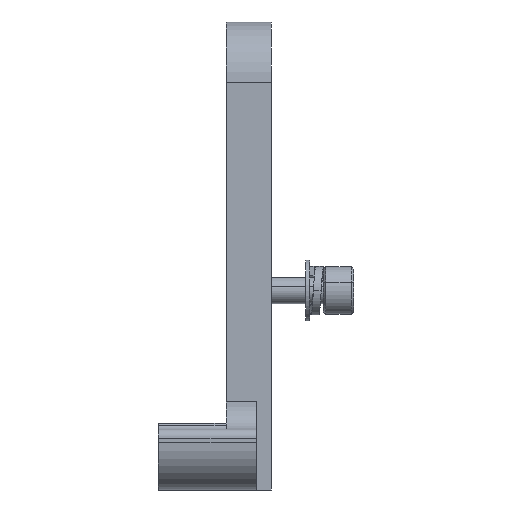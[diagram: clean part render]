
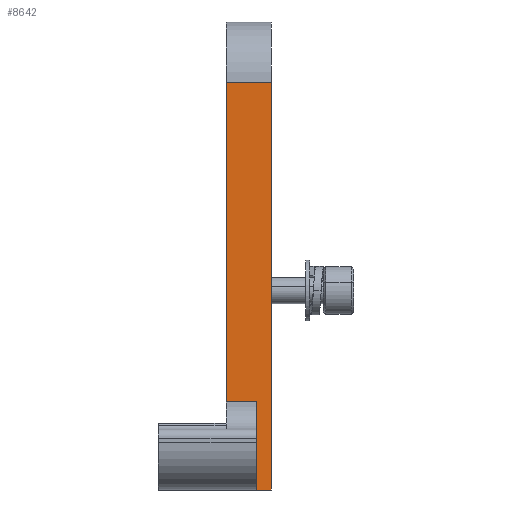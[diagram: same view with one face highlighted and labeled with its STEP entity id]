
A CAD part, front view. The second image highlights one B-rep face of the part: STEP entity #8642.
In plain terms, the highlighted face is planar.
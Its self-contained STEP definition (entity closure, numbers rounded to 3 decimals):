
#798 = PLANE('',#799);
#799 = AXIS2_PLACEMENT_3D('',#800,#801,#802);
#800 = CARTESIAN_POINT('',(22.5,25.3,-13.));
#801 = DIRECTION('',(0.,0.,1.));
#802 = DIRECTION('',(0.,1.,0.));
#1289 = PLANE('',#1290);
#1290 = AXIS2_PLACEMENT_3D('',#1291,#1292,#1293);
#1291 = CARTESIAN_POINT('',(22.5,25.3,-7.8));
#1292 = DIRECTION('',(0.,0.,1.));
#1293 = DIRECTION('',(0.,1.,0.));
#4331 = PLANE('',#4332);
#4332 = AXIS2_PLACEMENT_3D('',#4333,#4334,#4335);
#4333 = CARTESIAN_POINT('',(22.5,-28.7,0.));
#4334 = DIRECTION('',(0.,1.,0.));
#4335 = DIRECTION('',(-1.,0.,0.));
#7773 = VERTEX_POINT('',#7774);
#7774 = CARTESIAN_POINT('',(14.55,-28.7,-13.));
#7795 = EDGE_CURVE('',#7796,#7773,#7798,.T.);
#7796 = VERTEX_POINT('',#7797);
#7797 = CARTESIAN_POINT('',(14.55,-28.7,-11.3));
#7798 = SURFACE_CURVE('',#7799,(#7803,#7810),.PCURVE_S1.);
#7799 = LINE('',#7800,#7801);
#7800 = CARTESIAN_POINT('',(14.55,-28.7,-11.3));
#7801 = VECTOR('',#7802,1.);
#7802 = DIRECTION('',(0.,0.,-1.));
#7803 = PCURVE('',#4331,#7804);
#7804 = DEFINITIONAL_REPRESENTATION('',(#7805),#7809);
#7805 = LINE('',#7806,#7807);
#7806 = CARTESIAN_POINT('',(7.95,-11.3));
#7807 = VECTOR('',#7808,1.);
#7808 = DIRECTION('',(0.,-1.));
#7809 = ( GEOMETRIC_REPRESENTATION_CONTEXT(2) 
PARAMETRIC_REPRESENTATION_CONTEXT() REPRESENTATION_CONTEXT('2D SPACE',''
  ) );
#7810 = PCURVE('',#7811,#7816);
#7811 = PLANE('',#7812);
#7812 = AXIS2_PLACEMENT_3D('',#7813,#7814,#7815);
#7813 = CARTESIAN_POINT('',(14.55,-21.7,-13.));
#7814 = DIRECTION('',(-1.,0.,0.));
#7815 = DIRECTION('',(0.,-1.,0.));
#7816 = DEFINITIONAL_REPRESENTATION('',(#7817),#7821);
#7817 = LINE('',#7818,#7819);
#7818 = CARTESIAN_POINT('',(7.,1.7));
#7819 = VECTOR('',#7820,1.);
#7820 = DIRECTION('',(0.,-1.));
#7821 = ( GEOMETRIC_REPRESENTATION_CONTEXT(2) 
PARAMETRIC_REPRESENTATION_CONTEXT() REPRESENTATION_CONTEXT('2D SPACE',''
  ) );
#7839 = PLANE('',#7840);
#7840 = AXIS2_PLACEMENT_3D('',#7841,#7842,#7843);
#7841 = CARTESIAN_POINT('',(22.5,-18.7,-11.3));
#7842 = DIRECTION('',(0.,0.,1.));
#7843 = DIRECTION('',(0.,1.,0.));
#8104 = CYLINDRICAL_SURFACE('',#8105,3.175);
#8105 = AXIS2_PLACEMENT_3D('',#8106,#8107,#8108);
#8106 = CARTESIAN_POINT('',(17.725,-18.525,-7.8));
#8107 = DIRECTION('',(0.,0.,-1.));
#8108 = DIRECTION('',(0.,-1.,0.));
#8342 = VERTEX_POINT('',#8343);
#8343 = CARTESIAN_POINT('',(14.55,18.3,-13.));
#8362 = CYLINDRICAL_SURFACE('',#8363,7.);
#8363 = AXIS2_PLACEMENT_3D('',#8364,#8365,#8366);
#8364 = CARTESIAN_POINT('',(7.55,18.3,-13.));
#8365 = DIRECTION('',(0.,0.,1.));
#8366 = DIRECTION('',(0.,1.,0.));
#8374 = EDGE_CURVE('',#8342,#7773,#8375,.T.);
#8375 = SURFACE_CURVE('',#8376,(#8380,#8387),.PCURVE_S1.);
#8376 = LINE('',#8377,#8378);
#8377 = CARTESIAN_POINT('',(14.55,-21.7,-13.));
#8378 = VECTOR('',#8379,1.);
#8379 = DIRECTION('',(0.,-1.,0.));
#8380 = PCURVE('',#798,#8381);
#8381 = DEFINITIONAL_REPRESENTATION('',(#8382),#8386);
#8382 = LINE('',#8383,#8384);
#8383 = CARTESIAN_POINT('',(-47.,7.95));
#8384 = VECTOR('',#8385,1.);
#8385 = DIRECTION('',(-1.,0.));
#8386 = ( GEOMETRIC_REPRESENTATION_CONTEXT(2) 
PARAMETRIC_REPRESENTATION_CONTEXT() REPRESENTATION_CONTEXT('2D SPACE',''
  ) );
#8387 = PCURVE('',#7811,#8388);
#8388 = DEFINITIONAL_REPRESENTATION('',(#8389),#8393);
#8389 = LINE('',#8390,#8391);
#8390 = CARTESIAN_POINT('',(0.,0.));
#8391 = VECTOR('',#8392,1.);
#8392 = DIRECTION('',(1.,0.));
#8393 = ( GEOMETRIC_REPRESENTATION_CONTEXT(2) 
PARAMETRIC_REPRESENTATION_CONTEXT() REPRESENTATION_CONTEXT('2D SPACE',''
  ) );
#8400 = VERTEX_POINT('',#8401);
#8401 = CARTESIAN_POINT('',(14.55,18.3,-7.8));
#8546 = VERTEX_POINT('',#8547);
#8547 = CARTESIAN_POINT('',(14.55,-18.525,-7.8));
#8573 = EDGE_CURVE('',#8400,#8546,#8574,.T.);
#8574 = SURFACE_CURVE('',#8575,(#8579,#8586),.PCURVE_S1.);
#8575 = LINE('',#8576,#8577);
#8576 = CARTESIAN_POINT('',(14.55,-21.7,-7.8));
#8577 = VECTOR('',#8578,1.);
#8578 = DIRECTION('',(0.,-1.,0.));
#8579 = PCURVE('',#1289,#8580);
#8580 = DEFINITIONAL_REPRESENTATION('',(#8581),#8585);
#8581 = LINE('',#8582,#8583);
#8582 = CARTESIAN_POINT('',(-47.,7.95));
#8583 = VECTOR('',#8584,1.);
#8584 = DIRECTION('',(-1.,0.));
#8585 = ( GEOMETRIC_REPRESENTATION_CONTEXT(2) 
PARAMETRIC_REPRESENTATION_CONTEXT() REPRESENTATION_CONTEXT('2D SPACE',''
  ) );
#8586 = PCURVE('',#7811,#8587);
#8587 = DEFINITIONAL_REPRESENTATION('',(#8588),#8592);
#8588 = LINE('',#8589,#8590);
#8589 = CARTESIAN_POINT('',(0.,5.2));
#8590 = VECTOR('',#8591,1.);
#8591 = DIRECTION('',(1.,0.));
#8592 = ( GEOMETRIC_REPRESENTATION_CONTEXT(2) 
PARAMETRIC_REPRESENTATION_CONTEXT() REPRESENTATION_CONTEXT('2D SPACE',''
  ) );
#8642 = ADVANCED_FACE('',(#8643),#7811,.F.);
#8643 = FACE_BOUND('',#8644,.T.);
#8644 = EDGE_LOOP('',(#8645,#8646,#8669,#8690,#8691,#8692));
#8645 = ORIENTED_EDGE('',*,*,#8573,.T.);
#8646 = ORIENTED_EDGE('',*,*,#8647,.T.);
#8647 = EDGE_CURVE('',#8546,#8648,#8650,.T.);
#8648 = VERTEX_POINT('',#8649);
#8649 = CARTESIAN_POINT('',(14.55,-18.525,-11.3));
#8650 = SURFACE_CURVE('',#8651,(#8655,#8662),.PCURVE_S1.);
#8651 = LINE('',#8652,#8653);
#8652 = CARTESIAN_POINT('',(14.55,-18.525,-11.3));
#8653 = VECTOR('',#8654,1.);
#8654 = DIRECTION('',(0.,0.,-1.));
#8655 = PCURVE('',#7811,#8656);
#8656 = DEFINITIONAL_REPRESENTATION('',(#8657),#8661);
#8657 = LINE('',#8658,#8659);
#8658 = CARTESIAN_POINT('',(-3.175,1.7));
#8659 = VECTOR('',#8660,1.);
#8660 = DIRECTION('',(0.,-1.));
#8661 = ( GEOMETRIC_REPRESENTATION_CONTEXT(2) 
PARAMETRIC_REPRESENTATION_CONTEXT() REPRESENTATION_CONTEXT('2D SPACE',''
  ) );
#8662 = PCURVE('',#8104,#8663);
#8663 = DEFINITIONAL_REPRESENTATION('',(#8664),#8668);
#8664 = LINE('',#8665,#8666);
#8665 = CARTESIAN_POINT('',(1.571,3.5));
#8666 = VECTOR('',#8667,1.);
#8667 = DIRECTION('',(0.,1.));
#8668 = ( GEOMETRIC_REPRESENTATION_CONTEXT(2) 
PARAMETRIC_REPRESENTATION_CONTEXT() REPRESENTATION_CONTEXT('2D SPACE',''
  ) );
#8669 = ORIENTED_EDGE('',*,*,#8670,.F.);
#8670 = EDGE_CURVE('',#7796,#8648,#8671,.T.);
#8671 = SURFACE_CURVE('',#8672,(#8676,#8683),.PCURVE_S1.);
#8672 = LINE('',#8673,#8674);
#8673 = CARTESIAN_POINT('',(14.55,-28.7,-11.3));
#8674 = VECTOR('',#8675,1.);
#8675 = DIRECTION('',(0.,1.,0.));
#8676 = PCURVE('',#7811,#8677);
#8677 = DEFINITIONAL_REPRESENTATION('',(#8678),#8682);
#8678 = LINE('',#8679,#8680);
#8679 = CARTESIAN_POINT('',(7.,1.7));
#8680 = VECTOR('',#8681,1.);
#8681 = DIRECTION('',(-1.,0.));
#8682 = ( GEOMETRIC_REPRESENTATION_CONTEXT(2) 
PARAMETRIC_REPRESENTATION_CONTEXT() REPRESENTATION_CONTEXT('2D SPACE',''
  ) );
#8683 = PCURVE('',#7839,#8684);
#8684 = DEFINITIONAL_REPRESENTATION('',(#8685),#8689);
#8685 = LINE('',#8686,#8687);
#8686 = CARTESIAN_POINT('',(-10.,7.95));
#8687 = VECTOR('',#8688,1.);
#8688 = DIRECTION('',(1.,0.));
#8689 = ( GEOMETRIC_REPRESENTATION_CONTEXT(2) 
PARAMETRIC_REPRESENTATION_CONTEXT() REPRESENTATION_CONTEXT('2D SPACE',''
  ) );
#8690 = ORIENTED_EDGE('',*,*,#7795,.T.);
#8691 = ORIENTED_EDGE('',*,*,#8374,.F.);
#8692 = ORIENTED_EDGE('',*,*,#8693,.T.);
#8693 = EDGE_CURVE('',#8342,#8400,#8694,.T.);
#8694 = SURFACE_CURVE('',#8695,(#8699,#8706),.PCURVE_S1.);
#8695 = LINE('',#8696,#8697);
#8696 = CARTESIAN_POINT('',(14.55,18.3,-13.));
#8697 = VECTOR('',#8698,1.);
#8698 = DIRECTION('',(0.,0.,1.));
#8699 = PCURVE('',#7811,#8700);
#8700 = DEFINITIONAL_REPRESENTATION('',(#8701),#8705);
#8701 = LINE('',#8702,#8703);
#8702 = CARTESIAN_POINT('',(-40.,0.));
#8703 = VECTOR('',#8704,1.);
#8704 = DIRECTION('',(0.,1.));
#8705 = ( GEOMETRIC_REPRESENTATION_CONTEXT(2) 
PARAMETRIC_REPRESENTATION_CONTEXT() REPRESENTATION_CONTEXT('2D SPACE',''
  ) );
#8706 = PCURVE('',#8362,#8707);
#8707 = DEFINITIONAL_REPRESENTATION('',(#8708),#8712);
#8708 = LINE('',#8709,#8710);
#8709 = CARTESIAN_POINT('',(4.712,0.));
#8710 = VECTOR('',#8711,1.);
#8711 = DIRECTION('',(0.,1.));
#8712 = ( GEOMETRIC_REPRESENTATION_CONTEXT(2) 
PARAMETRIC_REPRESENTATION_CONTEXT() REPRESENTATION_CONTEXT('2D SPACE',''
  ) );
